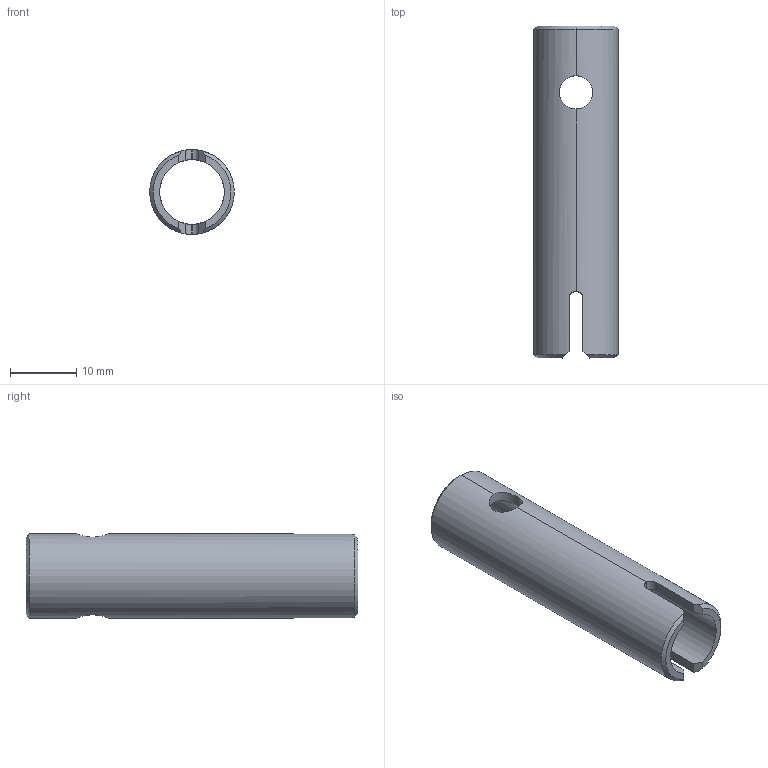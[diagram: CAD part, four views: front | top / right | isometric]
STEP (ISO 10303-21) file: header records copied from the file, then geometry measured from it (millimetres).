
FILE_DESCRIPTION (( 'STEP AP214' ), '1' );
FILE_NAME ('BNC_panel_mount_tool_head_v1.0.STEP', '2025-02-05T17:51:46', ( '' ), ( '' ), 'SwSTEP 2.0', 'SolidWorks 2016', '' );
FILE_SCHEMA (( 'AUTOMOTIVE_DESIGN' ));
Length unit declared in the file: millimetre
Products named in the file (1): BNC_panel_mount_tool_head_v1.0
Bounding box: 12.75 x 50 x 12.75 mm (x, y, z)
Volume: 2516.2 mm3; surface area: 3555.2 mm2
Topology: 1 solids, 1 shells, 29 faces, 94 edges, 62 vertices
Faces by surface type: plane 13, cylinder 12, cone 4
Entity records: 1350 total; most frequent: CARTESIAN_POINT 538, ORIENTED_EDGE 188, DIRECTION 138, EDGE_CURVE 94, VERTEX_POINT 62, AXIS2_PLACEMENT_3D 50, LINE 38, VECTOR 38
